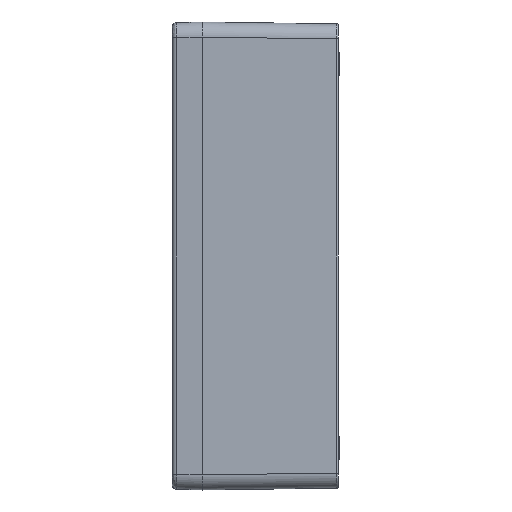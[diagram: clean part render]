
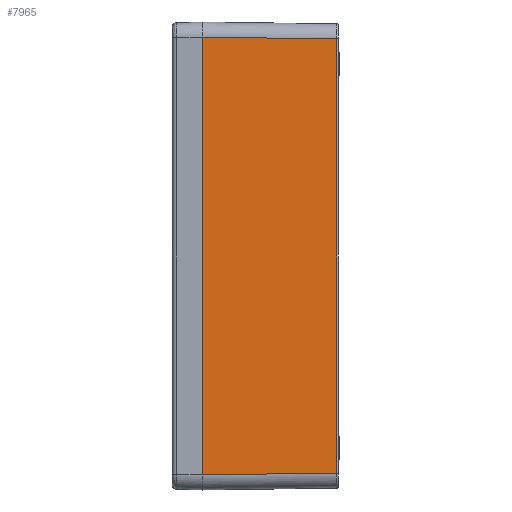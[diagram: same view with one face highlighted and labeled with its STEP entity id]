
A CAD part, left-side view. The second image highlights one B-rep face of the part: STEP entity #7965.
In plain terms, the highlighted planar face has unit normal (-1, -0.014, 0).
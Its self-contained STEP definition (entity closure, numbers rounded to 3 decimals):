
#816=CARTESIAN_POINT('',(-201.25,90.,145.001));
#827=DIRECTION('',(0.,0.,1.));
#828=VECTOR('',#827,290.002);
#829=CARTESIAN_POINT('',(-201.25,90.,-145.001));
#830=LINE('',#829,#828);
#840=CARTESIAN_POINT('',(-201.25,90.,-145.001));
#3609=DIRECTION('',(0.,0.,-1.));
#3610=VECTOR('',#3609,287.516);
#3611=CARTESIAN_POINT('',(-200.007,0.986,
143.758));
#3612=LINE('',#3611,#3610);
#3616=DIRECTION('',(0.014,-1.,0.014));
#3617=VECTOR('',#3616,89.031);
#3618=CARTESIAN_POINT('',(-201.25,90.,-145.001));
#3619=LINE('',#3618,#3617);
#3623=DIRECTION('',(0.014,-1.,-0.014));
#3624=VECTOR('',#3623,89.031);
#3625=CARTESIAN_POINT('',(-201.25,90.,145.001));
#3626=LINE('',#3625,#3624);
#3639=CARTESIAN_POINT('',(-200.007,0.986,
143.758));
#4191=VERTEX_POINT('',#816);
#4194=VERTEX_POINT('',#840);
#4206=VERTEX_POINT('',#3639);
#4209=CARTESIAN_POINT('',(-200.007,0.986,
-143.758));
#4210=VERTEX_POINT('',#4209);
#7953=CARTESIAN_POINT('',(-201.25,90.,-162.706));
#7954=DIRECTION('',(-1.,-0.014,0.));
#7955=DIRECTION('',(0.,0.,1.));
#7956=AXIS2_PLACEMENT_3D('',#7953,#7954,#7955);
#7957=PLANE('',#7956);
#7958=ORIENTED_EDGE('',*,*,#7768,.T.);
#7959=ORIENTED_EDGE('',*,*,#7948,.F.);
#7960=ORIENTED_EDGE('',*,*,#5061,.T.);
#7962=ORIENTED_EDGE('',*,*,#7961,.T.);
#7963=EDGE_LOOP('',(#7958,#7959,#7960,#7962));
#7964=FACE_OUTER_BOUND('',#7963,.F.);
#7965=ADVANCED_FACE('',(#7964),#7957,.T.);
#5061=EDGE_CURVE('',#4194,#4191,#830,.T.);
#7768=EDGE_CURVE('',#4206,#4210,#3612,.T.);
#7948=EDGE_CURVE('',#4194,#4210,#3619,.T.);
#7961=EDGE_CURVE('',#4191,#4206,#3626,.T.);
